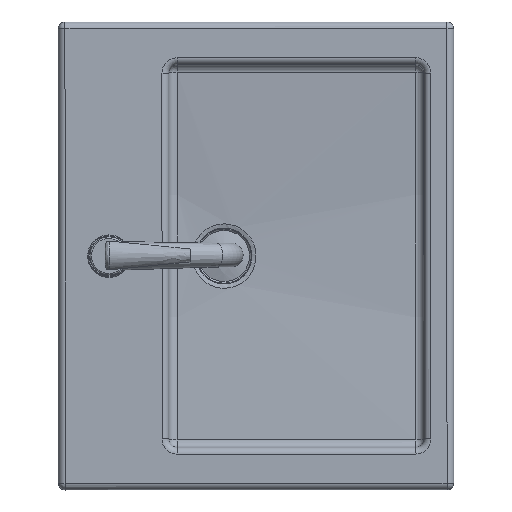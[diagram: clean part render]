
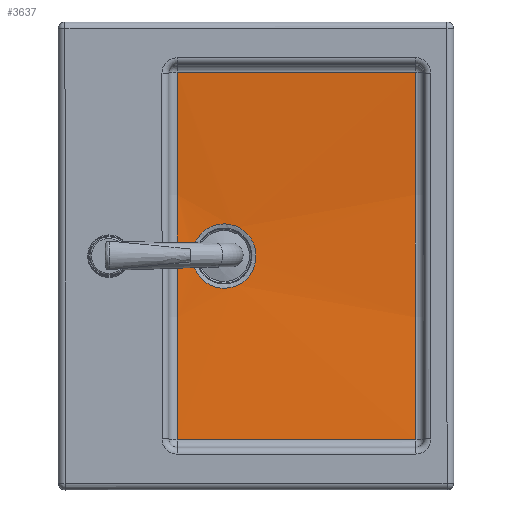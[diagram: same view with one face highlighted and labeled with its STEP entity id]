
A CAD part, top view. The second image highlights one B-rep face of the part: STEP entity #3637.
In plain terms, the highlighted cylindrical face has radius 2061.44 mm (diameter 4122.88 mm), a partial arc.
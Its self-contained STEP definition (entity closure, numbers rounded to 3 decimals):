
#3502=CARTESIAN_POINT('',(208.026,255.563,23.03));
#3503=VERTEX_POINT('',#3502);
#3552=CARTESIAN_POINT('',(208.025,255.564,23.03));
#3553=CARTESIAN_POINT('',(208.024,252.763,23.03));
#3554=CARTESIAN_POINT('',(208.68,247.086,23.018));
#3555=CARTESIAN_POINT('',(211.519,239.101,22.968));
#3556=CARTESIAN_POINT('',(216.133,231.904,22.895));
#3557=CARTESIAN_POINT('',(221.484,226.645,22.825));
#3558=CARTESIAN_POINT('',(228.556,221.912,22.752));
#3559=CARTESIAN_POINT('',(235.567,219.21,22.704));
#3560=CARTESIAN_POINT('',(243.043,218.102,22.683));
#3561=CARTESIAN_POINT('',(248.631,218.105,22.684));
#3562=CARTESIAN_POINT('',(254.221,218.927,22.699));
#3563=CARTESIAN_POINT('',(259.619,220.569,22.728));
#3564=CARTESIAN_POINT('',(264.683,222.959,22.769));
#3565=CARTESIAN_POINT('',(270.969,227.171,22.834));
#3566=CARTESIAN_POINT('',(276.144,232.642,22.906));
#3567=CARTESIAN_POINT('',(279.992,239.185,22.968));
#3568=CARTESIAN_POINT('',(282.071,244.385,23.003));
#3569=CARTESIAN_POINT('',(283.794,251.784,23.035));
#3570=CARTESIAN_POINT('',(283.792,259.338,23.035));
#3571=CARTESIAN_POINT('',(282.074,266.732,23.003));
#3572=CARTESIAN_POINT('',(279.295,273.689,22.956));
#3573=CARTESIAN_POINT('',(274.933,279.968,22.887));
#3574=CARTESIAN_POINT('',(269.402,285.005,22.818));
#3575=CARTESIAN_POINT('',(263.114,289.217,22.753));
#3576=CARTESIAN_POINT('',(255.218,292.253,22.698));
#3577=CARTESIAN_POINT('',(247.217,293.143,22.681));
#3578=CARTESIAN_POINT('',(241.645,292.834,22.687));
#3579=CARTESIAN_POINT('',(236.055,291.9,22.704));
#3580=CARTESIAN_POINT('',(229.421,289.624,22.744));
#3581=CARTESIAN_POINT('',(222.162,285.144,22.816));
#3582=CARTESIAN_POINT('',(216.131,279.223,22.895));
#3583=CARTESIAN_POINT('',(211.523,272.027,22.968));
#3584=CARTESIAN_POINT('',(208.681,264.048,23.018));
#3585=CARTESIAN_POINT('',(208.025,258.365,23.03));
#3586=CARTESIAN_POINT('',(208.025,255.564,23.03));
#3587=B_SPLINE_CURVE_WITH_KNOTS('',3,(#3552,#3553,#3554,#3555,#3556,#3557,#3558,#3559,#3560,#3561,#3562,#3563,#3564,#3565,#3566,#3567,#3568,#3569,#3570,#3571,#3572,#3573,#3574,#3575,#3576,#3577,#3578,#3579,#3580,#3581,#3582,#3583,#3584,#3585,#3586),.UNSPECIFIED.,.T.,.U.,(4,1,1,1,1,1,1,1,1,1,1,1,1,1,1,1,1,1,1,1,1,1,1,1,1,1,1,1,1,1,1,1,4),(-21.006,-20.256,-19.506,-18.755,-18.005,-17.505,-16.505,-16.005,-15.504,-15.004,-14.504,-14.004,-13.504,-12.504,-12.003,-11.503,-11.003,-10.003,-9.503,-9.003,-8.002,-7.502,-7.002,-6.002,-5.251,-4.876,-4.501,-3.751,-3.001,-2.251,-1.5,-0.75,0.0),.UNSPECIFIED.);
#3588=EDGE_CURVE('',#3503,#3503,#3587,.T.);
#3593=CARTESIAN_POINT('',(245.777,320.563,2084.124));
#3594=DIRECTION('',(0.0,-1.0,0.0));
#3595=DIRECTION('',(-0.109,0.0,-0.994));
#3596=AXIS2_PLACEMENT_3D('',#3593,#3594,#3595);
#3597=CYLINDRICAL_SURFACE('',#3596,2061.44);
#3598=CARTESIAN_POINT('',(461.826,310.563,34.037));
#3599=VERTEX_POINT('',#3598);
#3600=CARTESIAN_POINT('',(461.826,30.563,34.037));
#3601=VERTEX_POINT('',#3600);
#3602=CARTESIAN_POINT('',(461.826,310.563,34.037));
#3603=DIRECTION('',(0.0,-1.0,0.0));
#3604=VECTOR('',#3603,280.0);
#3605=LINE('',#3602,#3604);
#3606=EDGE_CURVE('',#3599,#3601,#3605,.T.);
#3607=ORIENTED_EDGE('',*,*,#3606,.F.);
#3608=CARTESIAN_POINT('',(29.729,310.563,34.037));
#3609=VERTEX_POINT('',#3608);
#3610=CARTESIAN_POINT('',(245.777,310.563,2084.124));
#3611=DIRECTION('',(0.0,-1.0,0.0));
#3612=DIRECTION('',(0.0,0.0,-1.0));
#3613=AXIS2_PLACEMENT_3D('',#3610,#3611,#3612);
#3614=CIRCLE('',#3613,2061.44);
#3615=EDGE_CURVE('',#3609,#3599,#3614,.T.);
#3616=ORIENTED_EDGE('',*,*,#3615,.F.);
#3617=CARTESIAN_POINT('',(29.729,30.563,34.037));
#3618=VERTEX_POINT('',#3617);
#3619=CARTESIAN_POINT('',(29.729,30.563,34.037));
#3620=DIRECTION('',(0.0,1.0,0.0));
#3621=VECTOR('',#3620,280.0);
#3622=LINE('',#3619,#3621);
#3623=EDGE_CURVE('',#3618,#3609,#3622,.T.);
#3624=ORIENTED_EDGE('',*,*,#3623,.F.);
#3625=CARTESIAN_POINT('',(245.777,30.563,2084.124));
#3626=DIRECTION('',(0.0,1.0,0.0));
#3627=DIRECTION('',(0.0,0.0,-1.0));
#3628=AXIS2_PLACEMENT_3D('',#3625,#3626,#3627);
#3629=CIRCLE('',#3628,2061.44);
#3630=EDGE_CURVE('',#3601,#3618,#3629,.T.);
#3631=ORIENTED_EDGE('',*,*,#3630,.F.);
#3632=EDGE_LOOP('',(#3607,#3616,#3624,#3631));
#3633=FACE_OUTER_BOUND('',#3632,.T.);
#3634=ORIENTED_EDGE('',*,*,#3588,.F.);
#3635=EDGE_LOOP('',(#3634));
#3636=FACE_BOUND('',#3635,.T.);
#3637=ADVANCED_FACE('',(#3633,#3636),#3597,.F.);
